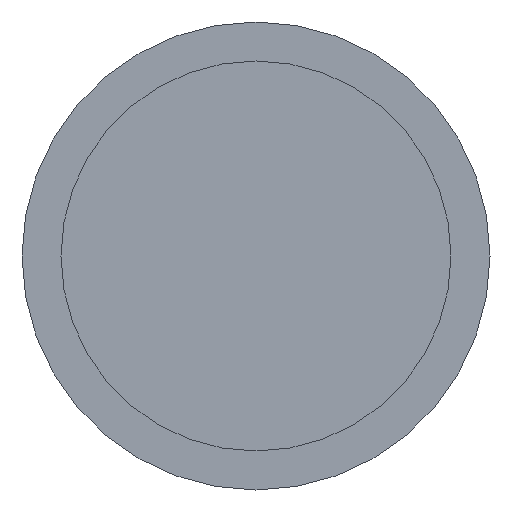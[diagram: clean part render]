
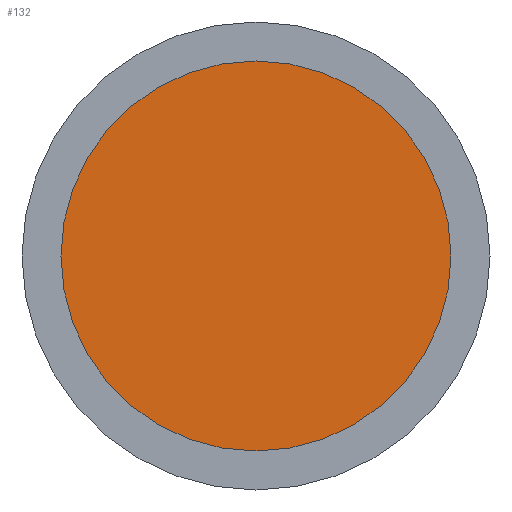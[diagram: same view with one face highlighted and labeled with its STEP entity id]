
A CAD part, front view. The second image highlights one B-rep face of the part: STEP entity #132.
In plain terms, the highlighted planar face has unit normal (0, -1, 0).
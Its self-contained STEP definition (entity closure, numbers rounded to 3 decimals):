
#19=PLANE('',#171);
#32=FACE_OUTER_BOUND('',#44,.T.);
#44=EDGE_LOOP('',(#119));
#66=CIRCLE('',#170,10.125);
#75=VERTEX_POINT('',#249);
#89=EDGE_CURVE('',#75,#75,#66,.T.);
#119=ORIENTED_EDGE('',*,*,#89,.T.);
#132=ADVANCED_FACE('',(#32),#19,.T.);
#170=AXIS2_PLACEMENT_3D('',#250,#212,#213);
#171=AXIS2_PLACEMENT_3D('',#252,#215,#216);
#212=DIRECTION('center_axis',(0.,-1.,0.));
#213=DIRECTION('ref_axis',(1.,0.,0.));
#215=DIRECTION('center_axis',(0.,-1.,0.));
#216=DIRECTION('ref_axis',(0.,0.,-1.));
#249=CARTESIAN_POINT('',(-10.125,-16.27,0.));
#250=CARTESIAN_POINT('Origin',(0.,-16.27,0.));
#252=CARTESIAN_POINT('Origin',(0.,-16.27,0.));
